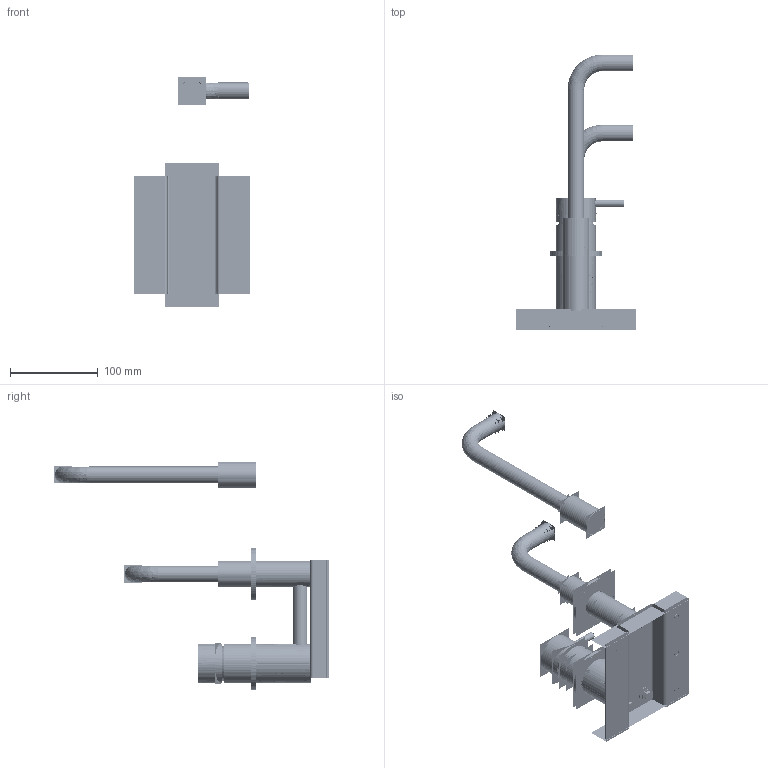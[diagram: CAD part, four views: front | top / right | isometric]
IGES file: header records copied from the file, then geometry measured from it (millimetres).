
Start section:  PTC IGES file: pro120wnc_asm.igs
Global section: file name: pro120wnc_asm.igs; native system: Pro/ENGINEER by Parametric Technology Corporation; preprocessor: 2009360; author: user33; organization: Unknown; date: 20191213.161237; units: millimetre
Bounding box: 137.28 x 314.27 x 261.95 mm (x, y, z)
Volume: 274362 mm3; surface area: 1092255.7 mm2
Topology: 50 solids, 80 shells, 2790 faces, 13908 edges, 17721 vertices
Faces by surface type: revolution 1820, bspline 970
